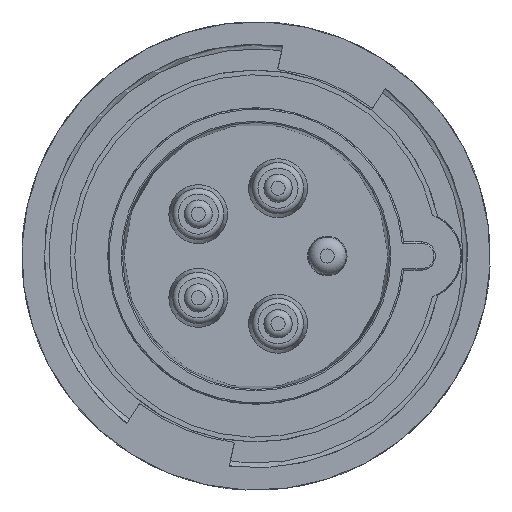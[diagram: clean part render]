
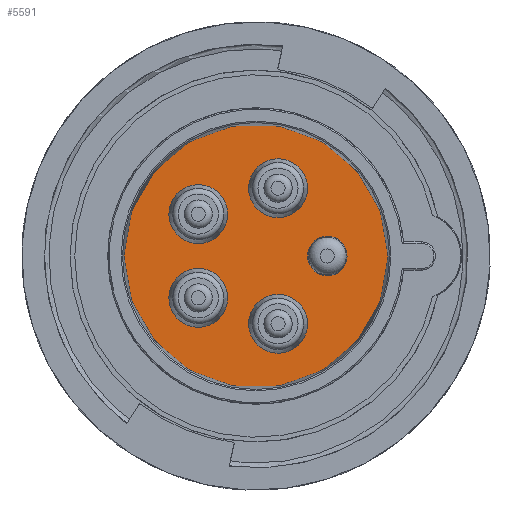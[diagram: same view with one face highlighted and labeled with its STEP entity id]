
A CAD part, left-side view. The second image highlights one B-rep face of the part: STEP entity #5591.
In plain terms, the highlighted planar face has unit normal (-1, 0, 0).
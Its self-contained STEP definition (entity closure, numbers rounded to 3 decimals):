
#446 = AXIS2_PLACEMENT_3D ( 'NONE', #28124, #12455, #30765 ) ;
#530 = FACE_BOUND ( 'NONE', #19300, .T. ) ;
#1023 = DIRECTION ( 'NONE',  ( 0., 1., 0. ) ) ;
#1160 = AXIS2_PLACEMENT_3D ( 'NONE', #4042, #9275, #27562 ) ;
#1348 = FACE_OUTER_BOUND ( 'NONE', #28213, .T. ) ;
#2342 = EDGE_CURVE ( 'NONE', #11270, #11270, #17343, .T. ) ;
#2352 = EDGE_LOOP ( 'NONE', ( #27838 ) ) ;
#2604 = ORIENTED_EDGE ( 'NONE', *, *, #9572, .F. ) ;
#2686 = ORIENTED_EDGE ( 'NONE', *, *, #24100, .F. ) ;
#4042 = CARTESIAN_POINT ( 'NONE',  ( -3., 0., 0. ) ) ;
#4716 = VERTEX_POINT ( 'NONE', #23676 ) ;
#5054 = CARTESIAN_POINT ( 'NONE',  ( -3., 18.507, -8.905 ) ) ;
#5591 = ADVANCED_FACE ( 'NONE', ( #7452, #27465, #1348, #14376, #530, #20500 ), #19683, .F. ) ;
#6766 = EDGE_LOOP ( 'NONE', ( #29942 ) ) ;
#6808 = DIRECTION ( 'NONE',  ( -1., 0., 0. ) ) ;
#7452 = FACE_BOUND ( 'NONE', #2352, .T. ) ;
#9226 = CARTESIAN_POINT ( 'NONE',  ( -3., -15.15, 0. ) ) ;
#9275 = DIRECTION ( 'NONE',  ( 1., 0., 0. ) ) ;
#9435 = CIRCLE ( 'NONE', #24876, 6.25 ) ;
#9572 = EDGE_CURVE ( 'NONE', #15747, #15747, #19544, .T. ) ;
#9697 = AXIS2_PLACEMENT_3D ( 'NONE', #9226, #27510, #11840 ) ;
#9953 = CIRCLE ( 'NONE', #9697, 4.181 ) ;
#10531 = CARTESIAN_POINT ( 'NONE',  ( -3., -4.682, -14.409 ) ) ;
#10631 = CARTESIAN_POINT ( 'NONE',  ( -3., 1.568, -14.409 ) ) ;
#11270 = VERTEX_POINT ( 'NONE', #5054 ) ;
#11840 = DIRECTION ( 'NONE',  ( 0., 0., 1. ) ) ;
#12455 = DIRECTION ( 'NONE',  ( 1., 0., 0. ) ) ;
#12529 = EDGE_LOOP ( 'NONE', ( #2604 ) ) ;
#13159 = DIRECTION ( 'NONE',  ( 0., 1., 0. ) ) ;
#14303 = AXIS2_PLACEMENT_3D ( 'NONE', #30324, #14642, #32957 ) ;
#14376 = FACE_BOUND ( 'NONE', #27742, .T. ) ;
#14642 = DIRECTION ( 'NONE',  ( -1., 0., 0. ) ) ;
#15747 = VERTEX_POINT ( 'NONE', #23456 ) ;
#16459 = ORIENTED_EDGE ( 'NONE', *, *, #26549, .F. ) ;
#16615 = DIRECTION ( 'NONE',  ( -1., 0., 0. ) ) ;
#17343 = CIRCLE ( 'NONE', #20535, 6.25 ) ;
#17523 = ORIENTED_EDGE ( 'NONE', *, *, #18587, .F. ) ;
#17789 = VERTEX_POINT ( 'NONE', #10631 ) ;
#18587 = EDGE_CURVE ( 'NONE', #19456, #19456, #18949, .T. ) ;
#18623 = VERTEX_POINT ( 'NONE', #21050 ) ;
#18949 = CIRCLE ( 'NONE', #446, 28. ) ;
#19300 = EDGE_LOOP ( 'NONE', ( #16459 ) ) ;
#19456 = VERTEX_POINT ( 'NONE', #31454 ) ;
#19544 = CIRCLE ( 'NONE', #20016, 6.25 ) ;
#19683 = PLANE ( 'NONE',  #1160 ) ;
#20016 = AXIS2_PLACEMENT_3D ( 'NONE', #32293, #16615, #1023 ) ;
#20500 = FACE_BOUND ( 'NONE', #6766, .T. ) ;
#20535 = AXIS2_PLACEMENT_3D ( 'NONE', #22463, #6808, #25097 ) ;
#21050 = CARTESIAN_POINT ( 'NONE',  ( -3., -15.15, 4.181 ) ) ;
#22463 = CARTESIAN_POINT ( 'NONE',  ( -3., 12.257, -8.905 ) ) ;
#23444 = CIRCLE ( 'NONE', #14303, 6.25 ) ;
#23456 = CARTESIAN_POINT ( 'NONE',  ( -3., 1.568, 14.409 ) ) ;
#23676 = CARTESIAN_POINT ( 'NONE',  ( -3., 18.507, 8.905 ) ) ;
#23758 = EDGE_CURVE ( 'NONE', #18623, #18623, #9953, .T. ) ;
#24100 = EDGE_CURVE ( 'NONE', #4716, #4716, #23444, .T. ) ;
#24876 = AXIS2_PLACEMENT_3D ( 'NONE', #10531, #28830, #13159 ) ;
#25097 = DIRECTION ( 'NONE',  ( 0., 1., 0. ) ) ;
#26549 = EDGE_CURVE ( 'NONE', #17789, #17789, #9435, .T. ) ;
#27465 = FACE_BOUND ( 'NONE', #12529, .T. ) ;
#27510 = DIRECTION ( 'NONE',  ( -1., 0., 0. ) ) ;
#27562 = DIRECTION ( 'NONE',  ( 0., 1., 0. ) ) ;
#27742 = EDGE_LOOP ( 'NONE', ( #2686 ) ) ;
#27838 = ORIENTED_EDGE ( 'NONE', *, *, #2342, .F. ) ;
#28124 = CARTESIAN_POINT ( 'NONE',  ( -3., 0., 0. ) ) ;
#28213 = EDGE_LOOP ( 'NONE', ( #17523 ) ) ;
#28830 = DIRECTION ( 'NONE',  ( -1., 0., 0. ) ) ;
#29942 = ORIENTED_EDGE ( 'NONE', *, *, #23758, .F. ) ;
#30324 = CARTESIAN_POINT ( 'NONE',  ( -3., 12.257, 8.905 ) ) ;
#30765 = DIRECTION ( 'NONE',  ( 0., 1., 0. ) ) ;
#31454 = CARTESIAN_POINT ( 'NONE',  ( -3., 28., 0. ) ) ;
#32293 = CARTESIAN_POINT ( 'NONE',  ( -3., -4.682, 14.409 ) ) ;
#32957 = DIRECTION ( 'NONE',  ( 0., 1., 0. ) ) ;
